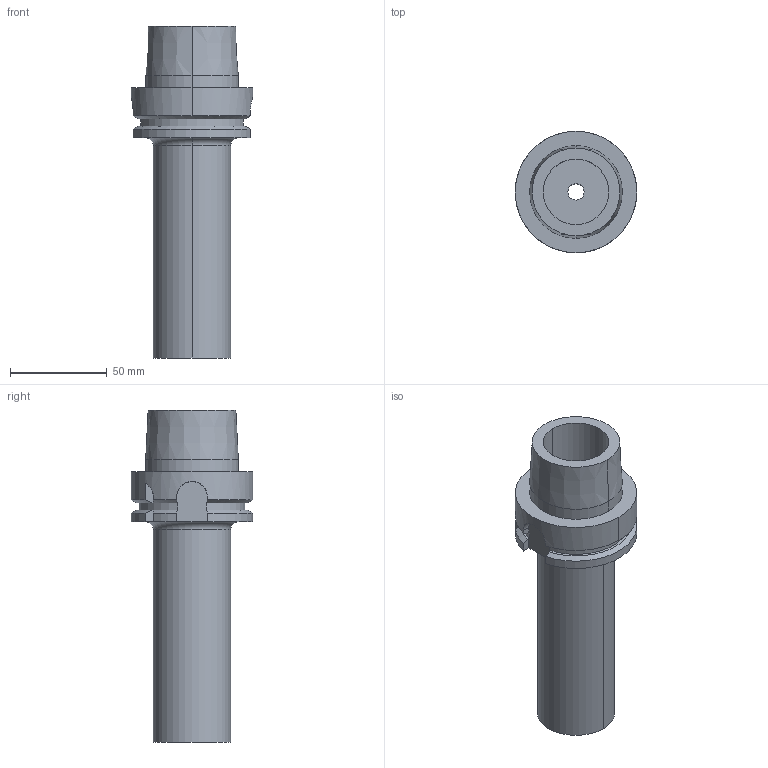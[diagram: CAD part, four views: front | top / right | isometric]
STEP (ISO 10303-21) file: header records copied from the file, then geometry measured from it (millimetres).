
FILE_DESCRIPTION((''),'2;1');
FILE_NAME('8274603057','2021-11-29T12:53:10',('thiemer'),(''),'CREO PARAMETRIC BY PTC INC, 2021164','CREO PARAMETRIC BY PTC INC, 2021164','');
FILE_SCHEMA(('AP242_MANAGED_MODEL_BASED_3D_ENGINEERING_MIM_LF { 1 0 10303 442 1 1 4 }'));
Length unit declared in the file: millimetre
Products named in the file (1): 8274603057
Bounding box: 63 x 63 x 172 mm (x, y, z)
Volume: 197916.7 mm3; surface area: 43359.6 mm2
Topology: 1 solids, 1 shells, 61 faces, 156 edges, 102 vertices
Faces by surface type: plane 26, cylinder 23, cone 10, torus 2
Entity records: 2719 total; most frequent: CARTESIAN_POINT 451, DIRECTION 361, ORIENTED_EDGE 312, PRESENTATION_STYLE_ASSIGNMENT 168, STYLED_ITEM 168, CURVE_STYLE 167, EDGE_CURVE 156, AXIS2_PLACEMENT_3D 137
